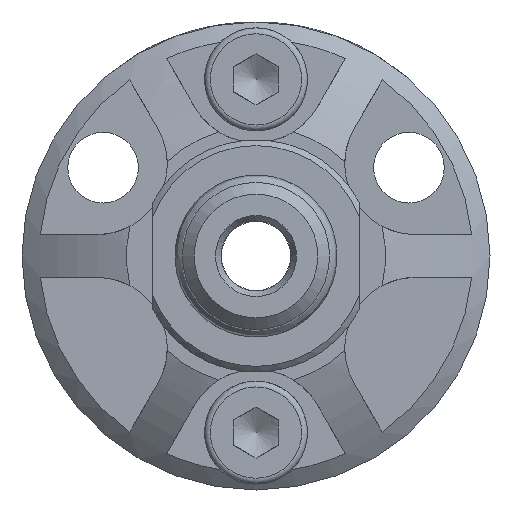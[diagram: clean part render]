
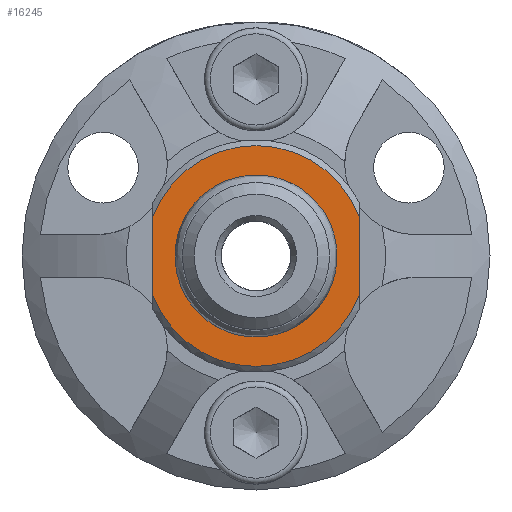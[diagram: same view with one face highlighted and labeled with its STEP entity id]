
A CAD part, left-side view. The second image highlights one B-rep face of the part: STEP entity #16245.
In plain terms, the highlighted planar face has unit normal (-1, 0, 0).
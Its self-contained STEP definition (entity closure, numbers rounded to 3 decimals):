
#16193=CARTESIAN_POINT('',(-6.4,6.698,0.0));
#16194=DIRECTION('',(-1.0,0.0,0.0));
#16195=DIRECTION('',(0.0,0.0,1.0));
#16196=AXIS2_PLACEMENT_3D('',#16193,#16194,#16195);
#16197=PLANE('',#16196);
#16198=CARTESIAN_POINT('',(-6.4,-7.,-2.693));
#16199=VERTEX_POINT('',#16198);
#16200=CARTESIAN_POINT('',(-6.4,-7.,2.693));
#16201=VERTEX_POINT('',#16200);
#16202=CARTESIAN_POINT('',(-6.4,-7.,-2.693));
#16203=DIRECTION('',(0.0,0.0,1.0));
#16204=VECTOR('',#16203,5.385);
#16205=LINE('',#16202,#16204);
#16206=EDGE_CURVE('',#16199,#16201,#16205,.T.);
#16207=ORIENTED_EDGE('',*,*,#16206,.T.);
#16208=CARTESIAN_POINT('',(-6.4,7.,2.693));
#16209=VERTEX_POINT('',#16208);
#16210=CARTESIAN_POINT('',(-6.4,0.0,0.0));
#16211=DIRECTION('',(1.0,0.0,0.0));
#16212=DIRECTION('',(0.0,-1.0,0.0));
#16213=AXIS2_PLACEMENT_3D('',#16210,#16211,#16212);
#16214=CIRCLE('',#16213,7.5);
#16215=EDGE_CURVE('',#16209,#16201,#16214,.T.);
#16216=ORIENTED_EDGE('',*,*,#16215,.F.);
#16217=CARTESIAN_POINT('',(-6.4,7.,-2.693));
#16218=VERTEX_POINT('',#16217);
#16219=CARTESIAN_POINT('',(-6.4,7.,2.693));
#16220=DIRECTION('',(0.0,0.0,-1.0));
#16221=VECTOR('',#16220,5.385);
#16222=LINE('',#16219,#16221);
#16223=EDGE_CURVE('',#16209,#16218,#16222,.T.);
#16224=ORIENTED_EDGE('',*,*,#16223,.T.);
#16225=CARTESIAN_POINT('',(-6.4,0.0,0.0));
#16226=DIRECTION('',(1.0,0.0,0.0));
#16227=DIRECTION('',(0.0,-1.0,0.0));
#16228=AXIS2_PLACEMENT_3D('',#16225,#16226,#16227);
#16229=CIRCLE('',#16228,7.5);
#16230=EDGE_CURVE('',#16199,#16218,#16229,.T.);
#16231=ORIENTED_EDGE('',*,*,#16230,.F.);
#16232=EDGE_LOOP('',(#16207,#16216,#16224,#16231));
#16233=FACE_OUTER_BOUND('',#16232,.T.);
#16234=CARTESIAN_POINT('',(-6.4,5.497,0.0));
#16235=VERTEX_POINT('',#16234);
#16236=CARTESIAN_POINT('',(-6.4,0.0,0.0));
#16237=DIRECTION('',(1.0,0.0,0.0));
#16238=DIRECTION('',(0.0,1.0,0.0));
#16239=AXIS2_PLACEMENT_3D('',#16236,#16237,#16238);
#16240=CIRCLE('',#16239,5.497);
#16241=EDGE_CURVE('',#16235,#16235,#16240,.T.);
#16242=ORIENTED_EDGE('',*,*,#16241,.T.);
#16243=EDGE_LOOP('',(#16242));
#16244=FACE_BOUND('',#16243,.T.);
#16245=ADVANCED_FACE('',(#16233,#16244),#16197,.T.);
